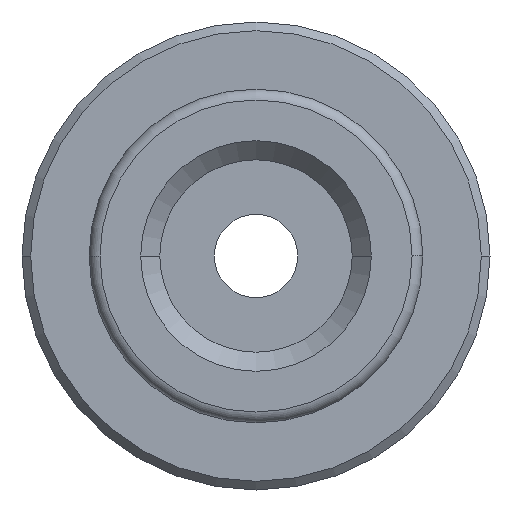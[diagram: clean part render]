
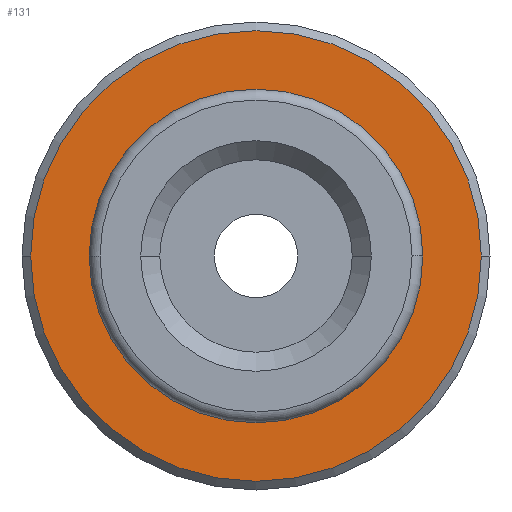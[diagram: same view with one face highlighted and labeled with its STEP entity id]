
A CAD part, front view. The second image highlights one B-rep face of the part: STEP entity #131.
In plain terms, the highlighted planar face has unit normal (0, -1, 0).
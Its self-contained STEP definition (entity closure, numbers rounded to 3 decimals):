
#131=ADVANCED_FACE('',(#307,#308),#309,.T.);
#307=FACE_OUTER_BOUND('',#528,.T.);
#308=FACE_BOUND('',#529,.T.);
#309=PLANE('',#530);
#528=EDGE_LOOP('',(#838,#839));
#529=EDGE_LOOP('',(#840,#841));
#530=AXIS2_PLACEMENT_3D('',#842,#843,#844);
#838=ORIENTED_EDGE('',*,*,#1302,.F.);
#839=ORIENTED_EDGE('',*,*,#1303,.F.);
#840=ORIENTED_EDGE('',*,*,#1250,.F.);
#841=ORIENTED_EDGE('',*,*,#1304,.F.);
#842=CARTESIAN_POINT('',(6.5,3.7,0.0));
#843=DIRECTION('',(-0.0,-1.0,-0.0));
#844=DIRECTION('',(-1.0,0.0,0.0));
#1250=EDGE_CURVE('',#1477,#1473,#1479,.T.);
#1302=EDGE_CURVE('',#1557,#1558,#1559,.T.);
#1303=EDGE_CURVE('',#1558,#1557,#1560,.T.);
#1304=EDGE_CURVE('',#1473,#1477,#1561,.T.);
#1473=VERTEX_POINT('',#1764);
#1477=VERTEX_POINT('',#1769);
#1479=CIRCLE('',#1772,9.0);
#1557=VERTEX_POINT('',#1860);
#1558=VERTEX_POINT('',#1861);
#1559=CIRCLE('',#1862,13.0);
#1560=CIRCLE('',#1863,13.0);
#1561=CIRCLE('',#1864,9.0);
#1764=CARTESIAN_POINT('',(9.0,3.7,0.));
#1769=CARTESIAN_POINT('',(-9.0,3.7,0.));
#1772=AXIS2_PLACEMENT_3D('',#2089,#2090,#2091);
#1860=CARTESIAN_POINT('',(13.0,3.7,0.0));
#1861=CARTESIAN_POINT('',(-13.0,3.7,0.));
#1862=AXIS2_PLACEMENT_3D('',#2186,#2187,#2188);
#1863=AXIS2_PLACEMENT_3D('',#2189,#2190,#2191);
#1864=AXIS2_PLACEMENT_3D('',#2192,#2193,#2194);
#2089=CARTESIAN_POINT('',(0.0,3.7,0.0));
#2090=DIRECTION('',(0.0,-1.0,-0.0));
#2091=DIRECTION('',(1.0,0.0,0.0));
#2186=CARTESIAN_POINT('',(0.0,3.7,0.0));
#2187=DIRECTION('',(-0.0,1.0,0.0));
#2188=DIRECTION('',(1.0,0.0,0.0));
#2189=CARTESIAN_POINT('',(0.0,3.7,0.0));
#2190=DIRECTION('',(-0.0,1.0,0.0));
#2191=DIRECTION('',(1.0,0.0,0.0));
#2192=CARTESIAN_POINT('',(0.0,3.7,0.0));
#2193=DIRECTION('',(0.0,-1.0,-0.0));
#2194=DIRECTION('',(1.0,0.0,0.0));
